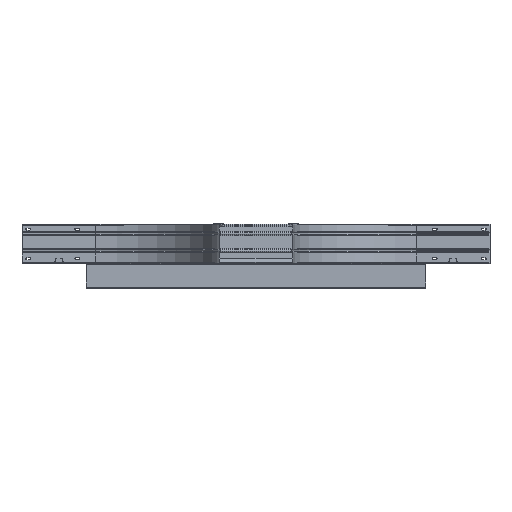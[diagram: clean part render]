
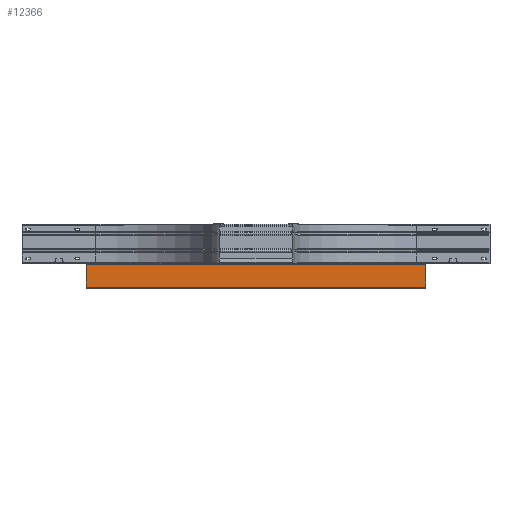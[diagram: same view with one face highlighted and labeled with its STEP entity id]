
A CAD part, top view. The second image highlights one B-rep face of the part: STEP entity #12366.
In plain terms, the highlighted face is planar.
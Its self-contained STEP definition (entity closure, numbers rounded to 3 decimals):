
#11858=DIRECTION('',(0.,-1.,0.));
#11859=VECTOR('',#11858,91.);
#11860=CARTESIAN_POINT('',(0.,95.5,-690.));
#11861=LINE('',#11860,#11859);
#11866=DIRECTION('',(0.,0.,1.));
#11867=VECTOR('',#11866,1380.);
#11868=CARTESIAN_POINT('',(0.,95.5,-690.));
#11869=LINE('',#11868,#11867);
#11870=DIRECTION('',(0.,-1.,0.));
#11871=VECTOR('',#11870,91.);
#11872=CARTESIAN_POINT('',(0.,95.5,690.));
#11873=LINE('',#11872,#11871);
#11912=DIRECTION('',(0.,0.,-1.));
#11913=VECTOR('',#11912,1380.);
#11914=CARTESIAN_POINT('',(0.,4.5,690.));
#11915=LINE('',#11914,#11913);
#12058=CARTESIAN_POINT('',(0.,95.5,690.));
#12059=VERTEX_POINT('',#12058);
#12063=CARTESIAN_POINT('',(0.,95.5,-690.));
#12065=VERTEX_POINT('',#12063);
#12066=CARTESIAN_POINT('',(0.,4.5,-690.));
#12067=VERTEX_POINT('',#12066);
#12071=CARTESIAN_POINT('',(0.,4.5,690.));
#12073=VERTEX_POINT('',#12071);
#12352=CARTESIAN_POINT('',(0.,0.,690.));
#12353=DIRECTION('',(-1.,0.,0.));
#12354=DIRECTION('',(0.,0.,1.));
#12355=AXIS2_PLACEMENT_3D('',#12352,#12353,#12354);
#12356=PLANE('',#12355);
#12357=ORIENTED_EDGE('',*,*,#12342,.F.);
#12359=ORIENTED_EDGE('',*,*,#12358,.T.);
#12361=ORIENTED_EDGE('',*,*,#12360,.T.);
#12363=ORIENTED_EDGE('',*,*,#12362,.T.);
#12364=EDGE_LOOP('',(#12357,#12359,#12361,#12363));
#12365=FACE_OUTER_BOUND('',#12364,.F.);
#12366=ADVANCED_FACE('',(#12365),#12356,.T.);
#12342=EDGE_CURVE('',#12065,#12067,#11861,.T.);
#12358=EDGE_CURVE('',#12065,#12059,#11869,.T.);
#12360=EDGE_CURVE('',#12059,#12073,#11873,.T.);
#12362=EDGE_CURVE('',#12073,#12067,#11915,.T.);
